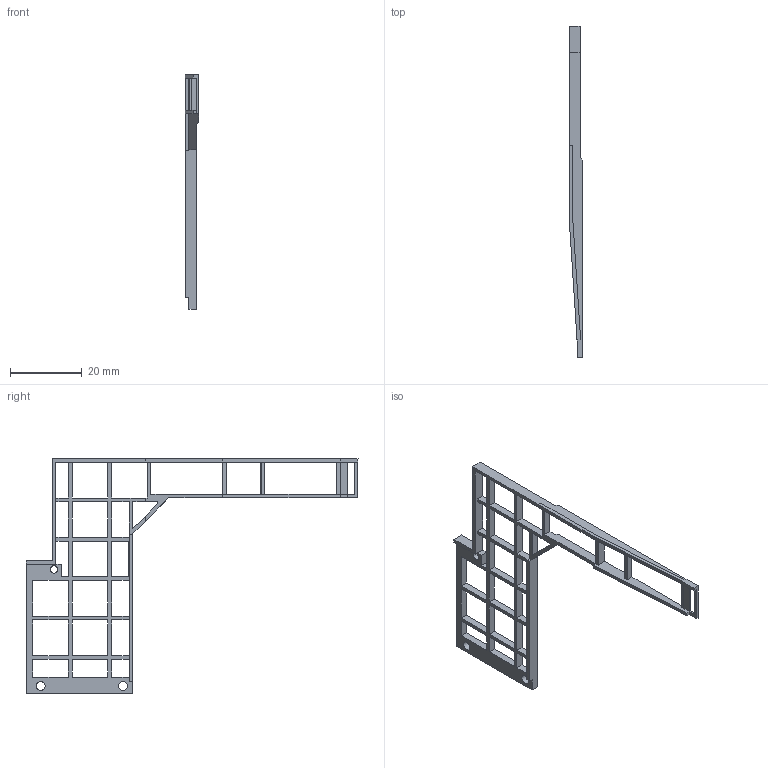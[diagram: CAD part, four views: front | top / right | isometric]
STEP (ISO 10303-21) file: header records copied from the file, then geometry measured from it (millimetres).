
FILE_DESCRIPTION(/* description */ (''),/* implementation_level */ '2;1');
FILE_NAME(/* name */ 'Aladdin_Al_board_flex_support.stp',/* time_stamp */ '2025-07-03T12:00:58+02:00',/* author */ (''),/* organization */ (''),/* preprocessor_version */ 'ST-DEVELOPER v19.4',/* originating_system */ 'SIEMENS PLM Software NX2306.9102',/* authorisation */ '');
FILE_SCHEMA (('AUTOMOTIVE_DESIGN { 1 0 10303 214 3 1 1 1 }'));
Length unit declared in the file: millimetre
Products named in the file (1): flex_support_1_stp_objects
Bounding box: 3.7 x 92.59 x 65.5 mm (x, y, z)
Volume: 1647 mm3; surface area: 4225.2 mm2
Topology: 1 solids, 1 shells, 126 faces, 408 edges, 267 vertices
Faces by surface type: plane 123, cylinder 3
Full cylindrical faces by diameter (mm): 2.05 x1, 2.5 x2
Entity records: 4495 total; most frequent: ORIENTED_EDGE 808, CARTESIAN_POINT 801, DIRECTION 663, EDGE_CURVE 404, LINE 397, VECTOR 397, VERTEX_POINT 267, EDGE_LOOP 165
